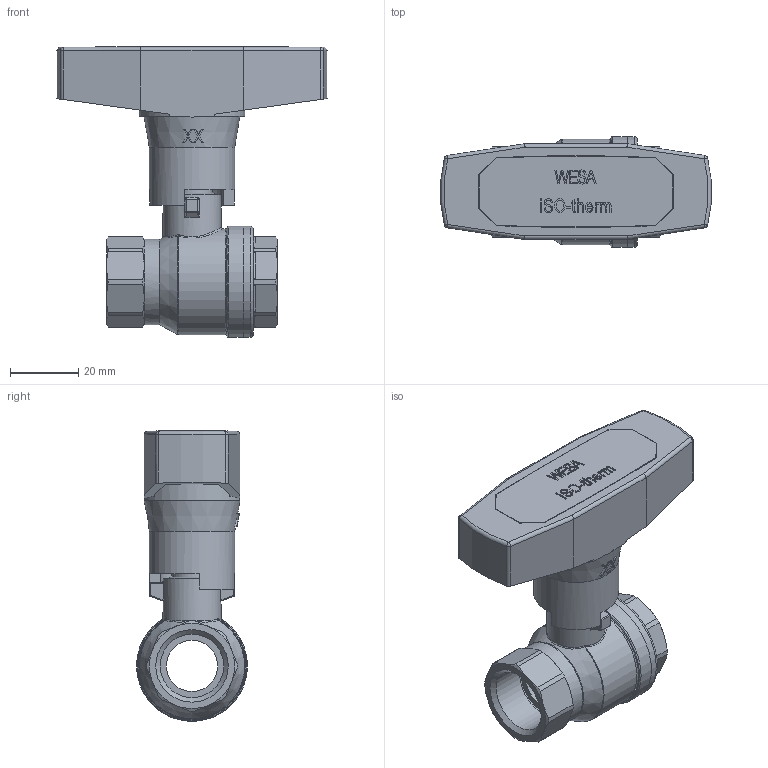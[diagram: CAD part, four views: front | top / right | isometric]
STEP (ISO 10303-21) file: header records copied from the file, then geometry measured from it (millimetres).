
FILE_DESCRIPTION(/* description */ ('Unknown','CAx-IF Rec.Pracs.---Representation and Presentation of Product Manufacturing Information (PMI)---4.0---2014-10-13','CAx-IF Rec.Pracs.---3D Tessellated Geometry---0.4---2014-09-14','2;1'),/* implementation_level */ '2;1');
FILE_NAME(/* name */ '9370-04',/* time_stamp */ '2024-02-19T09:04:13+01:00',/* author */ ('Unknown'),/* organization */ ('Unknown'),/* preprocessor_version */ 'ST-DEVELOPER v18.102',/* originating_system */ 'Solid Edge',/* authorisation */ 'Unknown');
FILE_SCHEMA (('PROCESS_PLANNING_SCHEMA','AP242_MANAGED_MODEL_BASED_3D_ENGINEERING_MIM_LF { 1 0 10303 442 1 1 4 }'));
Length unit declared in the file: millimetre
Products named in the file (11): 9370-04; 9380__1_2_Zusammenbau_oa_0; Körper__1_2; Spindel-Zusammanbau__1_2_oa_1; Spindel__1_2; Stopfbuchse__1_2 - 3_4; Einschraubteil__1_2; T-Griff 3_8-3_4; Abdeckkappe-3_8-1_1_2; Neu-T-Griff-Al-3_8-3_4-a; Befestigungsschraube-1_2-3_4
Assembly tree (10 placements, depth 4):
  9370-04
    9380__1_2_Zusammenbau_oa_0
      Körper__1_2
      Spindel-Zusammanbau__1_2_oa_1
        Spindel__1_2
      Stopfbuchse__1_2 - 3_4
      Einschraubteil__1_2
    T-Griff 3_8-3_4
      Abdeckkappe-3_8-1_1_2
      Neu-T-Griff-Al-3_8-3_4-a
      Befestigungsschraube-1_2-3_4
Bounding box: 79.22 x 32.5 x 85.15 mm (x, y, z)
Volume: 47948 mm3; surface area: 32257.6 mm2
Topology: 7 solids, 7 shells, 790 faces, 2109 edges, 1359 vertices
Faces by surface type: plane 578, cylinder 112, cone 56, bspline 20, sphere 13, torus 11
Full cylindrical faces by diameter (mm): 3.4 x2, 5.4 x4, 8 x1, 9 x2, 9.3 x1, 11 x1, 11.835 x2, 12 x3, 14 x1, 15 x2, 17 x1, 18.1 x1, 18.631 x4, 19 x1, 21 x2, 24.376 x1, 25 x2, 26 x2, 27 x1, 29.2 x1, 31 x1, 32.5 x2
Entity records: 26384 total; most frequent: CARTESIAN_POINT 5404, ORIENTED_EDGE 4004, DIRECTION 3838, EDGE_CURVE 2002, LINE 1498, VECTOR 1498, VERTEX_POINT 1329, AXIS2_PLACEMENT_3D 1170
